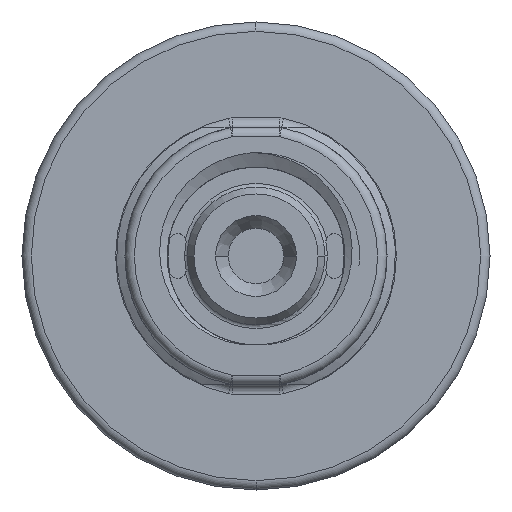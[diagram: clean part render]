
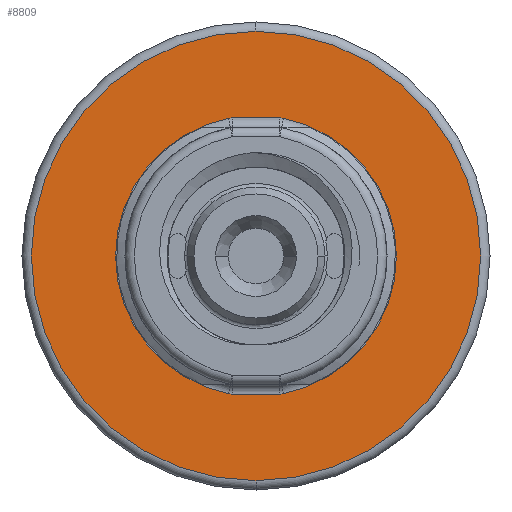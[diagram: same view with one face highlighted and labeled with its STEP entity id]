
A CAD part, front view. The second image highlights one B-rep face of the part: STEP entity #8809.
In plain terms, the highlighted planar face has unit normal (0, -1, 0).
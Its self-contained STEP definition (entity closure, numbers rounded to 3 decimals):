
#2286=CARTESIAN_POINT('',(0.,-3.,0.));
#2287=DIRECTION('',(0.,1.,0.));
#2288=DIRECTION('',(0.,0.,-1.));
#2289=AXIS2_PLACEMENT_3D('',#2286,#2287,#2288);
#2291=CARTESIAN_POINT('',(0.,-3.,0.));
#2292=DIRECTION('',(0.,1.,0.));
#2293=DIRECTION('',(0.,0.,1.));
#2294=AXIS2_PLACEMENT_3D('',#2291,#2292,#2293);
#2296=CARTESIAN_POINT('',(0.,-3.,0.));
#2297=DIRECTION('',(0.,-1.,0.));
#2298=DIRECTION('',(-0.195,0.,0.981));
#2299=AXIS2_PLACEMENT_3D('',#2296,#2297,#2298);
#2301=CARTESIAN_POINT('',(-2.537,-3.,-12.75));
#2302=DIRECTION('',(0.,-1.,0.));
#2303=DIRECTION('',(-0.195,0.,-0.981));
#2304=AXIS2_PLACEMENT_3D('',#2301,#2302,#2303);
#2306=DIRECTION('',(1.,0.,0.));
#2307=VECTOR('',#2306,5.074);
#2308=CARTESIAN_POINT('',(-2.537,-3.,-14.75));
#2309=LINE('',#2308,#2307);
#2310=CARTESIAN_POINT('',(2.537,-3.,-12.75));
#2311=DIRECTION('',(0.,-1.,0.));
#2312=DIRECTION('',(0.,0.,-1.));
#2313=AXIS2_PLACEMENT_3D('',#2310,#2311,#2312);
#2315=CARTESIAN_POINT('',(0.,-3.,0.));
#2316=DIRECTION('',(0.,-1.,0.));
#2317=DIRECTION('',(0.195,0.,-0.981));
#2318=AXIS2_PLACEMENT_3D('',#2315,#2316,#2317);
#2320=CARTESIAN_POINT('',(2.537,-3.,12.75));
#2321=DIRECTION('',(0.,-1.,0.));
#2322=DIRECTION('',(0.195,0.,0.981));
#2323=AXIS2_PLACEMENT_3D('',#2320,#2321,#2322);
#2325=DIRECTION('',(-1.,0.,0.));
#2326=VECTOR('',#2325,5.074);
#2327=CARTESIAN_POINT('',(2.537,-3.,14.75));
#2328=LINE('',#2327,#2326);
#2329=CARTESIAN_POINT('',(-2.537,-3.,12.75));
#2330=DIRECTION('',(0.,-1.,0.));
#2331=DIRECTION('',(0.,0.,1.));
#2332=AXIS2_PLACEMENT_3D('',#2329,#2330,#2331);
#5854=CARTESIAN_POINT('',(-2.928,-3.,14.712));
#5855=CARTESIAN_POINT('',(-2.928,-3.,-14.712));
#5856=VERTEX_POINT('',#5854);
#5857=VERTEX_POINT('',#5855);
#5862=CARTESIAN_POINT('',(2.928,-3.,-14.712));
#5863=CARTESIAN_POINT('',(2.928,-3.,14.712));
#5864=VERTEX_POINT('',#5862);
#5865=VERTEX_POINT('',#5863);
#5874=CARTESIAN_POINT('',(0.,-3.,-24.));
#5875=CARTESIAN_POINT('',(0.,-3.,24.));
#5876=VERTEX_POINT('',#5874);
#5877=VERTEX_POINT('',#5875);
#6109=CARTESIAN_POINT('',(-2.537,-3.,-14.75));
#6110=CARTESIAN_POINT('',(2.537,-3.,-14.75));
#6111=VERTEX_POINT('',#6109);
#6112=VERTEX_POINT('',#6110);
#6113=CARTESIAN_POINT('',(2.537,-3.,14.75));
#6114=CARTESIAN_POINT('',(-2.537,-3.,14.75));
#6115=VERTEX_POINT('',#6113);
#6116=VERTEX_POINT('',#6114);
#8781=CARTESIAN_POINT('',(0.,-3.,0.));
#8782=DIRECTION('',(0.,-1.,0.));
#8783=DIRECTION('',(0.,0.,1.));
#8784=AXIS2_PLACEMENT_3D('',#8781,#8782,#8783);
#8785=PLANE('',#8784);
#8787=ORIENTED_EDGE('',*,*,#8786,.T.);
#8789=ORIENTED_EDGE('',*,*,#8788,.T.);
#8790=EDGE_LOOP('',(#8787,#8789));
#8791=FACE_OUTER_BOUND('',#8790,.F.);
#8792=ORIENTED_EDGE('',*,*,#8771,.T.);
#8794=ORIENTED_EDGE('',*,*,#8793,.T.);
#8796=ORIENTED_EDGE('',*,*,#8795,.T.);
#8798=ORIENTED_EDGE('',*,*,#8797,.T.);
#8800=ORIENTED_EDGE('',*,*,#8799,.T.);
#8802=ORIENTED_EDGE('',*,*,#8801,.T.);
#8804=ORIENTED_EDGE('',*,*,#8803,.T.);
#8806=ORIENTED_EDGE('',*,*,#8805,.T.);
#8807=EDGE_LOOP('',(#8792,#8794,#8796,#8798,#8800,#8802,#8804,#8806));
#8808=FACE_BOUND('',#8807,.F.);
#8809=ADVANCED_FACE('',(#8791,#8808),#8785,.T.);
#2290=CIRCLE('',#2289,24.);
#2295=CIRCLE('',#2294,24.);
#2300=CIRCLE('',#2299,15.);
#2305=CIRCLE('',#2304,2.);
#2314=CIRCLE('',#2313,2.);
#2319=CIRCLE('',#2318,15.);
#2324=CIRCLE('',#2323,2.);
#2333=CIRCLE('',#2332,2.);
#8771=EDGE_CURVE('',#5856,#5857,#2300,.T.);
#8786=EDGE_CURVE('',#5876,#5877,#2290,.T.);
#8788=EDGE_CURVE('',#5877,#5876,#2295,.T.);
#8793=EDGE_CURVE('',#5857,#6111,#2305,.T.);
#8795=EDGE_CURVE('',#6111,#6112,#2309,.T.);
#8797=EDGE_CURVE('',#6112,#5864,#2314,.T.);
#8799=EDGE_CURVE('',#5864,#5865,#2319,.T.);
#8801=EDGE_CURVE('',#5865,#6115,#2324,.T.);
#8803=EDGE_CURVE('',#6115,#6116,#2328,.T.);
#8805=EDGE_CURVE('',#6116,#5856,#2333,.T.);
